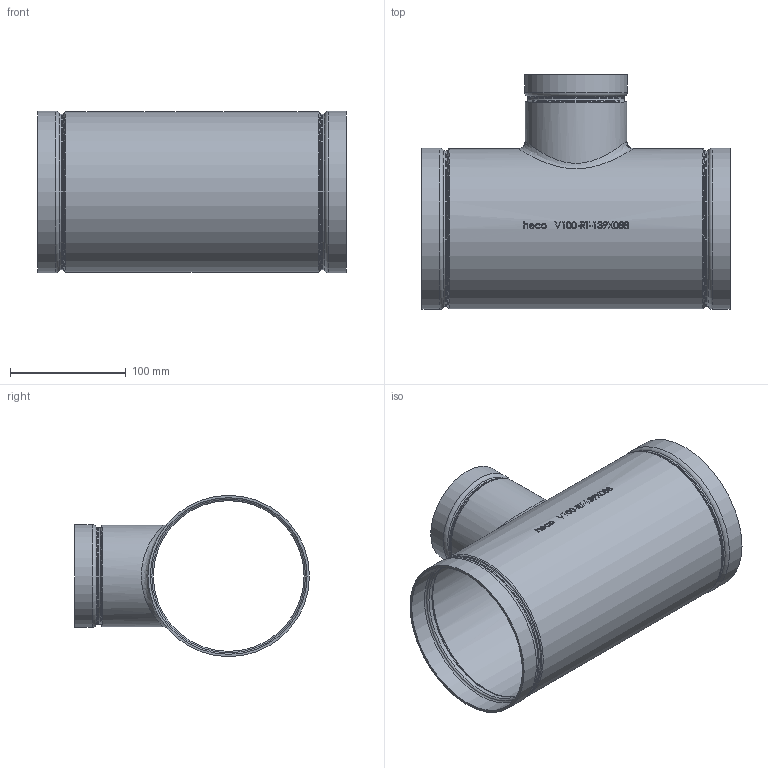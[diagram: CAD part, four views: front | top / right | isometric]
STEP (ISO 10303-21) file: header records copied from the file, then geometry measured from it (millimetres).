
FILE_DESCRIPTION (( 'STEP AP214' ), '1' );
FILE_NAME ('V100-RT-139X088-x Typ E493 DN125x80 500x300 Ø139,7x88,9 1812.STEP', '2018-12-17T08:31:22', ( '' ), ( '' ), 'SwSTEP 2.0', 'SolidWorks 2016', '' );
FILE_SCHEMA (( 'AUTOMOTIVE_DESIGN' ));
Length unit declared in the file: inch
Products named in the file (1): V100-RT-139X088-x Typ E493 DN125x80 500x300 Ø139,7x88,9 1812
Bounding box: 266.7 x 203.2 x 139.7 mm (x, y, z)
Volume: 264761.5 mm3; surface area: 261478 mm2
Topology: 1 solids, 1 shells, 282 faces, 719 edges, 470 vertices
Faces by surface type: bspline 149, plane 57, cylinder 46, torus 24, cone 6
Full cylindrical faces by diameter (mm): 79.121 x1, 83.185 x1, 83.718 x1, 84.836 x1, 87.782 x1, 88.9 x1, 130.454 x2, 134.518 x3, 135.636 x2, 138.582 x1, 139.7 x2
Entity records: 38099 total; most frequent: CARTESIAN_POINT 29954, ORIENTED_EDGE 1310, EDGE_CURVE 655, DIRECTION 549, B_SPLINE_CURVE_WITH_KNOTS 464, VERTEX_POINT 454, EDGE_LOOP 365, FACE_OUTER_BOUND 324
